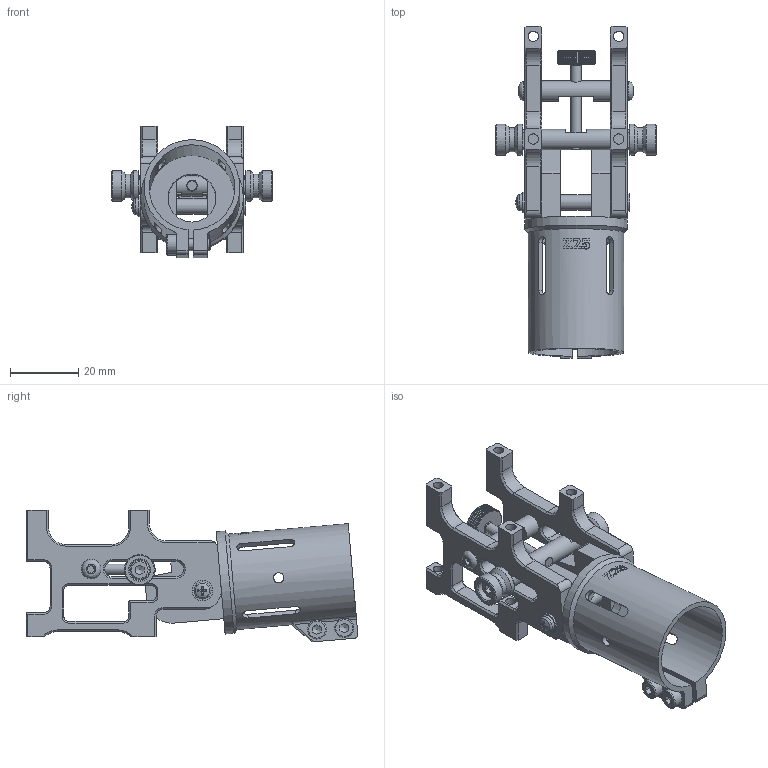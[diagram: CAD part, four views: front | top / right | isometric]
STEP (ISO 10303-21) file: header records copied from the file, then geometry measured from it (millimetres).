
FILE_DESCRIPTION(/* description */ (''),/* implementation_level */ '2;1');
FILE_NAME(/* name */ 'Z25_Folding_Arm.stp',/* time_stamp */ '2023-02-20T20:34:22+01:00',/* author */ ('dzw04'),/* organization */ (''),/* preprocessor_version */ 'ST-DEVELOPER v18.1',/* originating_system */ 'Autodesk Inventor 2022',/* authorisation */ '');
FILE_SCHEMA (('AUTOMOTIVE_DESIGN { 1 0 10303 214 3 1 1 }'));
Length unit declared in the file: millimetre
Products named in the file (13): Z25_Folding_Arm; Z25_Sideplate; Z25_Hinge_Shaft; Z25_Slide_Spacer; Z25_Slide_Shaft; Z25_Spacer; Z25_Side_Lock_Button; Z25_Pipe_Clamp; ISO 4762 - M3 x 8; ISO 4762 - M3 x 10; ISO 7045 - M2,5 x 6 - 4.8 - H; ISO 7380-1 - M3 x 6; DIN 125 - A 2,7
Assembly tree (17 placements, depth 2):
  Z25_Folding_Arm
    Z25_Sideplate  x2
    Z25_Hinge_Shaft
    Z25_Slide_Spacer
    Z25_Slide_Shaft
    Z25_Spacer
    Z25_Side_Lock_Button  x2
    Z25_Pipe_Clamp
    ISO 4762 - M3 x 8  x2
    ISO 4762 - M3 x 10  x2
    ISO 7045 - M2,5 x 6 - 4.8 - H
    ISO 7380-1 - M3 x 6  x2
    DIN 125 - A 2,7
Bounding box: 47 x 96.89 x 38.52 mm (x, y, z)
Volume: 23181.2 mm3; surface area: 22797.4 mm2
Topology: 17 solids, 17 shells, 775 faces, 2032 edges, 1306 vertices
Faces by surface type: cylinder 325, plane 301, cone 109, bspline 24, torus 15, sphere 1
Full cylindrical faces by diameter (mm): 2.256 x1, 2.5 x2, 2.7 x1, 3 x31, 4.5 x7, 5 x3, 5.5 x4, 5.7 x2, 6 x4, 7 x2, 9 x4, 14 x1, 25 x1, 28 x1, 30 x1
Entity records: 23558 total; most frequent: CARTESIAN_POINT 8719, ORIENTED_EDGE 3154, DIRECTION 2738, EDGE_CURVE 1577, VERTEX_POINT 1030, AXIS2_PLACEMENT_3D 1000, LINE 738, VECTOR 738
